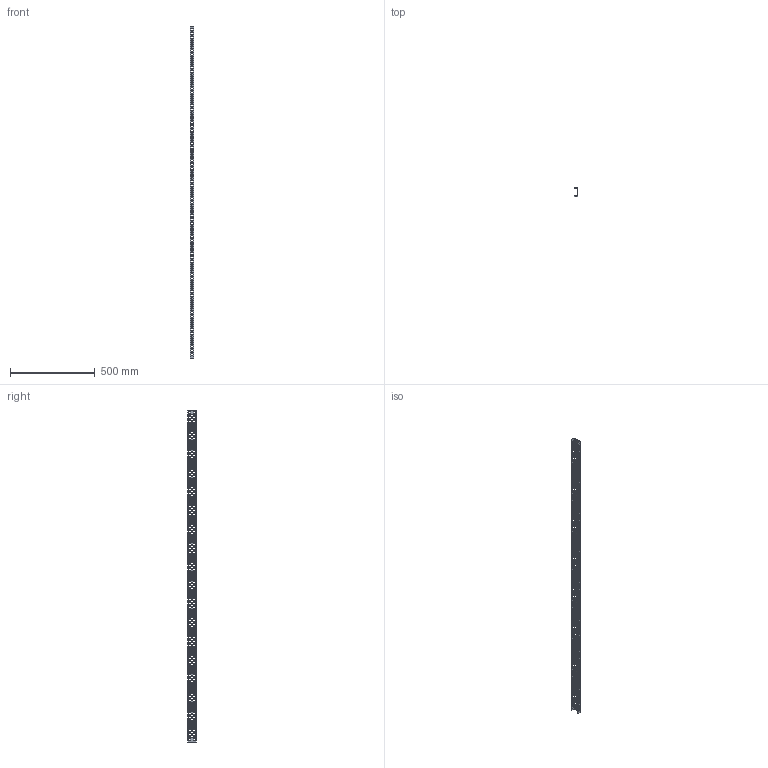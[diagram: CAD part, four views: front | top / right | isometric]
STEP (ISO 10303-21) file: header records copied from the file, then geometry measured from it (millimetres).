
FILE_DESCRIPTION (( 'STEP AP214' ), '1' );
FILE_NAME ('Ðåéêà øèðîêàÿ âåðòèêàëüíàÿ 2000.STEP', '2018-01-14T10:33:14', ( 'Îëåã' ), ( '' ), 'SwSTEP 2.0', 'SolidWorks 2017', '' );
FILE_SCHEMA (( 'AUTOMOTIVE_DESIGN' ));
Length unit declared in the file: millimetre
Products named in the file (1): Ðåéêà øèðîêàÿ âåðòèêàëüíàÿ 2000
Bounding box: 22 x 50 x 1964 mm (x, y, z)
Volume: 203889.1 mm3; surface area: 309194.8 mm2
Topology: 1 solids, 1 shells, 2652 faces, 7935 edges, 5285 vertices
Faces by surface type: plane 2026, cylinder 626
Full cylindrical faces by diameter (mm): 4.5 x154
Entity records: 90938 total; most frequent: CARTESIAN_POINT 15717, ORIENTED_EDGE 15560, DIRECTION 14338, EDGE_CURVE 7780, VECTOR 6528, LINE 6528, VERTEX_POINT 5284, EDGE_LOOP 4352
